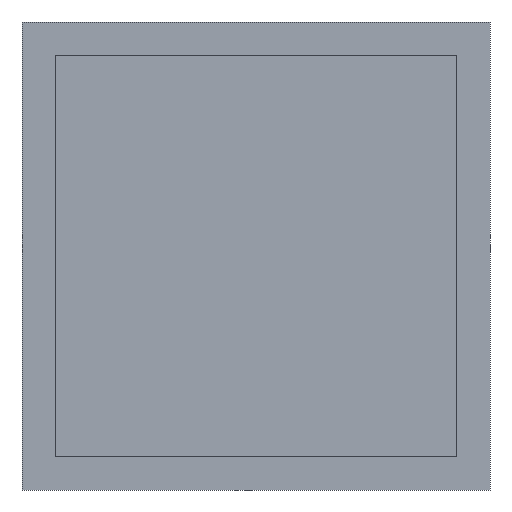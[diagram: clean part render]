
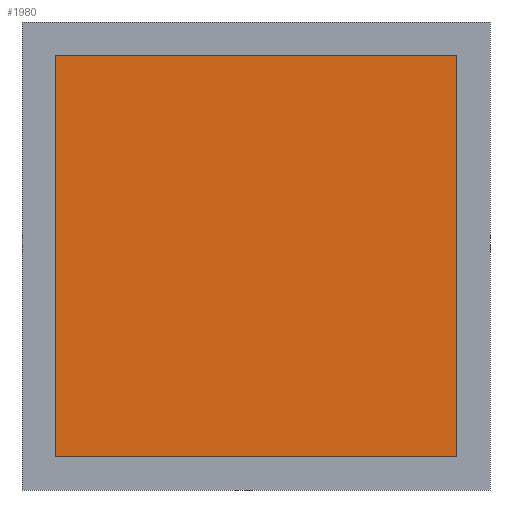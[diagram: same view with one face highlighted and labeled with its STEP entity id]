
A CAD part, front view. The second image highlights one B-rep face of the part: STEP entity #1980.
In plain terms, the highlighted planar face has unit normal (0, -1, 0).
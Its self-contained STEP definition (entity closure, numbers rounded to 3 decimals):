
#1838=CARTESIAN_POINT('Line Origine',(0.,-1.75,115.)) ;
#1842=CARTESIAN_POINT('Vertex',(-115.,-1.75,115.)) ;
#1844=CARTESIAN_POINT('Vertex',(115.,-1.75,115.)) ;
#1878=CARTESIAN_POINT('Line Origine',(115.,-1.75,0.)) ;
#1882=CARTESIAN_POINT('Vertex',(115.,-1.75,-115.)) ;
#1909=CARTESIAN_POINT('Line Origine',(0.,-1.75,-115.)) ;
#1913=CARTESIAN_POINT('Vertex',(-115.,-1.75,-115.)) ;
#1940=CARTESIAN_POINT('Line Origine',(-115.,-1.75,0.)) ;
#1969=CARTESIAN_POINT('Axis2P3D Location',(0.,-1.75,0.)) ;
#1839=DIRECTION('Vector Direction',(-1.,0.,0.)) ;
#1879=DIRECTION('Vector Direction',(0.,0.,1.)) ;
#1910=DIRECTION('Vector Direction',(1.,0.,0.)) ;
#1941=DIRECTION('Vector Direction',(0.,0.,-1.)) ;
#1970=DIRECTION('Axis2P3D Direction',(0.,1.,-0.)) ;
#1971=DIRECTION('Axis2P3D XDirection',(-1.,0.,0.)) ;
#1972=AXIS2_PLACEMENT_3D('Plane Axis2P3D',#1969,#1970,#1971) ;
#1975=ORIENTED_EDGE('',*,*,#1944,.F.) ;
#1976=ORIENTED_EDGE('',*,*,#1915,.F.) ;
#1977=ORIENTED_EDGE('',*,*,#1884,.F.) ;
#1978=ORIENTED_EDGE('',*,*,#1846,.F.) ;
#1840=VECTOR('Line Direction',#1839,1.) ;
#1880=VECTOR('Line Direction',#1879,1.) ;
#1911=VECTOR('Line Direction',#1910,1.) ;
#1942=VECTOR('Line Direction',#1941,1.) ;
#1980=ADVANCED_FACE('K\X2\00F6\X0\rper.2',(#1979),#1973,.F.) ;
#1846=EDGE_CURVE('',#1843,#1845,#1841,.F.) ;
#1884=EDGE_CURVE('',#1845,#1883,#1881,.F.) ;
#1915=EDGE_CURVE('',#1883,#1914,#1912,.F.) ;
#1944=EDGE_CURVE('',#1914,#1843,#1943,.F.) ;
#1974=EDGE_LOOP('',(#1975,#1976,#1977,#1978)) ;
#1979=FACE_OUTER_BOUND('',#1974,.T.) ;
#1841=LINE('Line',#1838,#1840) ;
#1881=LINE('Line',#1878,#1880) ;
#1912=LINE('Line',#1909,#1911) ;
#1943=LINE('Line',#1940,#1942) ;
#1973=PLANE('Plane',#1972) ;
#1843=VERTEX_POINT('',#1842) ;
#1845=VERTEX_POINT('',#1844) ;
#1883=VERTEX_POINT('',#1882) ;
#1914=VERTEX_POINT('',#1913) ;
